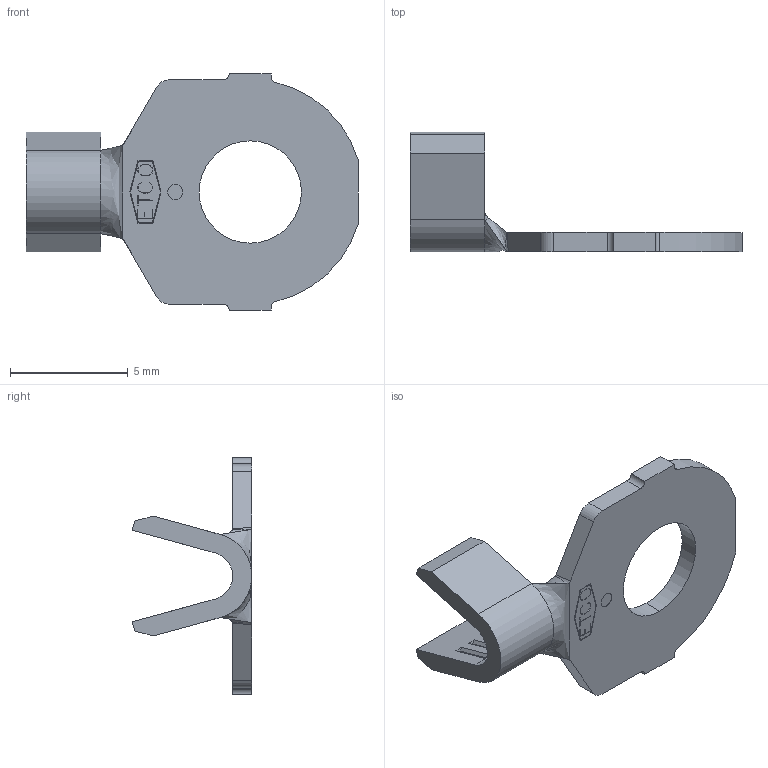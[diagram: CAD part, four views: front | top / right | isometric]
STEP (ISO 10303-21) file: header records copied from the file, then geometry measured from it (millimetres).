
FILE_DESCRIPTION (( 'STEP AP203' ), '1' );
FILE_NAME ('02028.STEP', '2015-02-06T19:57:47', ( '' ), ( '' ), 'SwSTEP 2.0', 'SolidWorks 2014', '' );
FILE_SCHEMA (( 'CONFIG_CONTROL_DESIGN' ));
Length unit declared in the file: inch
Products named in the file (1): 02028
Bounding box: 14.09 x 5.08 x 10.03 mm (x, y, z)
Volume: 85.3 mm3; surface area: 272.1 mm2
Topology: 1 solids, 1 shells, 196 faces, 536 edges, 348 vertices
Faces by surface type: plane 162, cylinder 20, bspline 8, cone 6
Entity records: 6325 total; most frequent: CARTESIAN_POINT 1341, ORIENTED_EDGE 1068, DIRECTION 924, EDGE_CURVE 534, VECTOR 466, LINE 466, VERTEX_POINT 348, AXIS2_PLACEMENT_3D 229
